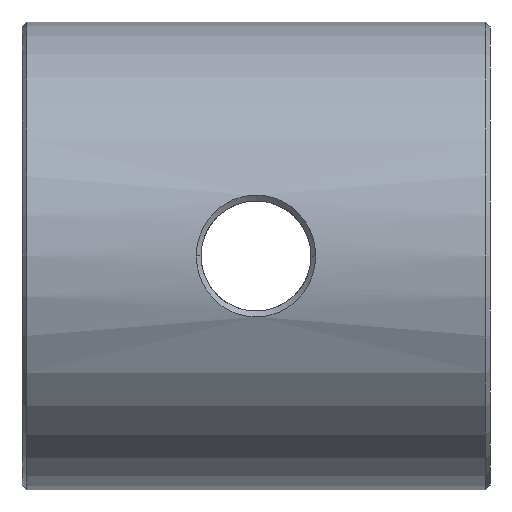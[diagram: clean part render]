
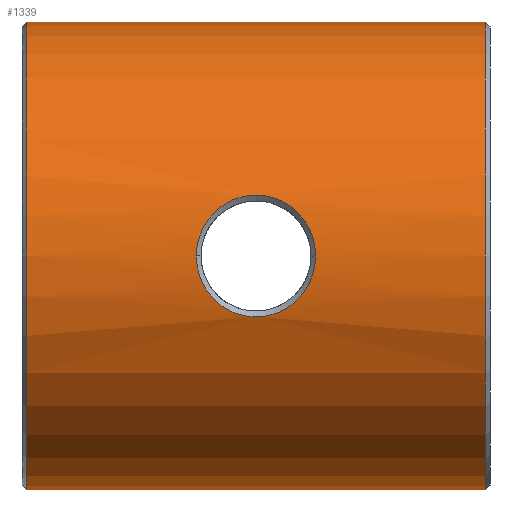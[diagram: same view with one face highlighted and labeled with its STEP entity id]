
A CAD part, left-side view. The second image highlights one B-rep face of the part: STEP entity #1339.
In plain terms, the highlighted cylindrical face has radius 12.687 mm (diameter 25.375 mm), a partial arc.
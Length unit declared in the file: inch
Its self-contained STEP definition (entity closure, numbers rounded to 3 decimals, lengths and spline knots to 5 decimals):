
#83 = CARTESIAN_POINT ( 'NONE',  ( -0.34278, -0.06564, 0.12441 ) ) ;
#85 = CARTESIAN_POINT ( 'NONE',  ( -0.34028, -0.15534, -0.11906 ) ) ;
#86 = CARTESIAN_POINT ( 'NONE',  ( -0.34051, -0.15529, 0.13342 ) ) ;
#87 = CARTESIAN_POINT ( 'NONE',  ( -0.34024, -0.15125, 0.13447 ) ) ;
#88 = CARTESIAN_POINT ( 'NONE',  ( -0.35659, 0.00514, -0.00924 ) ) ;
#89 = CARTESIAN_POINT ( 'NONE',  ( -0.35029, -0.02043, -0.07227 ) ) ;
#91 = CARTESIAN_POINT ( 'NONE',  ( -0.34372, -0.05834, 0.12045 ) ) ;
#93 = CARTESIAN_POINT ( 'NONE',  ( -0.33934, -0.11402, -0.12239 ) ) ;
#94 = CARTESIAN_POINT ( 'NONE',  ( -0.35029, -0.22425, -0.0723 ) ) ;
#95 = CARTESIAN_POINT ( 'NONE',  ( -0.33934, -0.13079, 0.13782 ) ) ;
#96 = CARTESIAN_POINT ( 'NONE',  ( -0.35552, 0.00103, 0.04142 ) ) ;
#99 = CARTESIAN_POINT ( 'NONE',  ( -0.34371, -0.1864, -0.10505 ) ) ;
#104 = CARTESIAN_POINT ( 'NONE',  ( -0.35552, -0.24573, -0.02591 ) ) ;
#105 = CARTESIAN_POINT ( 'NONE',  ( -0.34579, -0.04457, 0.11113 ) ) ;
#107 = CARTESIAN_POINT ( 'NONE',  ( -0.3436, -0.05778, -0.10566 ) ) ;
#108 = CARTESIAN_POINT ( 'NONE',  ( -0.35248, -0.01129, -0.05827 ) ) ;
#110 = CARTESIAN_POINT ( 'NONE',  ( -0.35247, -0.01127, 0.07372 ) ) ;
#113 = CARTESIAN_POINT ( 'NONE',  ( -0.35636, 0.00432, 0.02479 ) ) ;
#114 = CARTESIAN_POINT ( 'NONE',  ( -0.34154, -0.1674, 0.12939 ) ) ;
#117 = CARTESIAN_POINT ( 'NONE',  ( -0.34277, -0.17909, -0.10901 ) ) ;
#118 = CARTESIAN_POINT ( 'NONE',  ( -0.35572, 0.00186, -0.02594 ) ) ;
#120 = CARTESIAN_POINT ( 'NONE',  ( -0.35247, -0.23342, -0.05825 ) ) ;
#122 = CARTESIAN_POINT ( 'NONE',  ( -0.3469, -0.20654, -0.09038 ) ) ;
#130 = CARTESIAN_POINT ( 'NONE',  ( -0.34579, -0.04397, -0.0963 ) ) ;
#132 = CARTESIAN_POINT ( 'NONE',  ( -0.35658, 0.00514, 0.01637 ) ) ;
#135 = CARTESIAN_POINT ( 'NONE',  ( -0.34024, -0.09356, -0.11904 ) ) ;
#138 = CARTESIAN_POINT ( 'NONE',  ( -0.34116, -0.16334, 0.13089 ) ) ;
#143 = CARTESIAN_POINT ( 'NONE',  ( -0.3469, -0.03817, 0.10579 ) ) ;
#144 = CARTESIAN_POINT ( 'NONE',  ( -0.33935, -0.10578, 0.13781 ) ) ;
#150 = CARTESIAN_POINT ( 'NONE',  ( -0.33957, -0.10578, -0.12155 ) ) ;
#151 = CARTESIAN_POINT ( 'NONE',  ( -0.35489, -0.24324, -0.03416 ) ) ;
#152 = CARTESIAN_POINT ( 'NONE',  ( -0.34051, -0.08952, -0.11799 ) ) ;
#153 = CARTESIAN_POINT ( 'NONE',  ( -0.33957, -0.13903, 0.13699 ) ) ;
#156 = CARTESIAN_POINT ( 'NONE',  ( -0.34116, -0.08147, -0.11547 ) ) ;
#166 = CARTESIAN_POINT ( 'NONE',  ( -0.35029, -0.02043, 0.08772 ) ) ;
#169 = DIRECTION ( 'NONE',  ( 0., -1., 0. ) ) ;
#171 = CARTESIAN_POINT ( 'NONE',  ( -0.34578, -0.20015, -0.09572 ) ) ;
#172 = CARTESIAN_POINT ( 'NONE',  ( -0.33935, -0.13902, -0.12239 ) ) ;
#173 = CARTESIAN_POINT ( 'NONE',  ( -0.34028, -0.08944, 0.13448 ) ) ;
#174 = CARTESIAN_POINT ( 'NONE',  ( -0.35659, 0.00514, 0.00783 ) ) ;
#175 = CARTESIAN_POINT ( 'NONE',  ( -0.3436, -0.18699, 0.12107 ) ) ;
#176 = CARTESIAN_POINT ( 'NONE',  ( 0.14291, 0.37764, -0.49178 ) ) ;
#179 = CARTESIAN_POINT ( 'NONE',  ( -0.35489, -0.00146, 0.04966 ) ) ;
#181 = CARTESIAN_POINT ( 'NONE',  ( -0.35659, 0.00514, 0.00783 ) ) ;
#182 = CARTESIAN_POINT ( 'NONE',  ( -0.34154, -0.07742, -0.11398 ) ) ;
#190 = ORIENTED_EDGE ( 'NONE', *, *, #1971, .T. ) ;
#192 = ORIENTED_EDGE ( 'NONE', *, *, #1958, .F. ) ;
#201 = ORIENTED_EDGE ( 'NONE', *, *, #1967, .T. ) ;
#248 = ORIENTED_EDGE ( 'NONE', *, *, #1960, .T. ) ;
#275 = ORIENTED_EDGE ( 'NONE', *, *, #1957, .T. ) ;
#327 = ORIENTED_EDGE ( 'NONE', *, *, #1956, .T. ) ;
#384 = CARTESIAN_POINT ( 'NONE',  ( 0.14291, -0.61236, -0.49178 ) ) ;
#397 = CARTESIAN_POINT ( 'NONE',  ( -0.35659, -0.24986, 0.00772 ) ) ;
#429 = CARTESIAN_POINT ( 'NONE',  ( 0.14291, -0.61236, 0.50722 ) ) ;
#434 = CARTESIAN_POINT ( 'NONE',  ( 0.14291, 0.36764, 0.50722 ) ) ;
#440 = CARTESIAN_POINT ( 'NONE',  ( 0.14291, 0.36764, -0.49178 ) ) ;
#445 = CARTESIAN_POINT ( 'NONE',  ( -0.35659, 0.00514, 0.00783 ) ) ;
#540 = CARTESIAN_POINT ( 'NONE',  ( -0.35659, -0.24986, 0.00772 ) ) ;
#544 = CARTESIAN_POINT ( 'NONE',  ( -0.35637, -0.24902, -0.00927 ) ) ;
#546 = CARTESIAN_POINT ( 'NONE',  ( -0.35659, -0.24985, -0.00083 ) ) ;
#548 = DIRECTION ( 'NONE',  ( 0., 0., 1. ) ) ;
#549 = DIRECTION ( 'NONE',  ( 0., 1., 0. ) ) ;
#550 = CARTESIAN_POINT ( 'NONE',  ( 0.14291, -0.61236, 0.00772 ) ) ;
#551 = DIRECTION ( 'NONE',  ( 0., 0., 1. ) ) ;
#553 = DIRECTION ( 'NONE',  ( 0., -1., 0. ) ) ;
#554 = CARTESIAN_POINT ( 'NONE',  ( 0.14291, 0.36764, 0.00772 ) ) ;
#555 = DIRECTION ( 'NONE',  ( 0., -1., 0. ) ) ;
#561 = CARTESIAN_POINT ( 'NONE',  ( 0.14291, 0.37764, 0.50722 ) ) ;
#815 = DIRECTION ( 'NONE',  ( 0., 0., -1. ) ) ;
#844 = B_SPLINE_CURVE_WITH_KNOTS ( 'NONE', 3,
 ( #540, #546, #544, #104, #151, #120, #94, #122, #171, #99, #117, #85, #172, #93, #150, #135, #152, #156, #182, #107, #130, #89, #108, #118, #88, #181 ),
 .UNSPECIFIED., .F., .F.,
 ( 4, 2, 2, 2, 2, 2, 2, 2, 2, 2, 2, 2, 4 ),
 ( 0., 0.03125, 0.0625, 0.125, 0.15625, 0.1875, 0.25, 0.28125, 0.29688, 0.3125, 0.375, 0.4375, 0.5 ),
 .UNSPECIFIED. ) ;
#893 = AXIS2_PLACEMENT_3D ( 'NONE', #554, #553, #551 ) ;
#894 = AXIS2_PLACEMENT_3D ( 'NONE', #550, #549, #548 ) ;
#920 = CARTESIAN_POINT ( 'NONE',  ( -0.34918, -0.21845, 0.09364 ) ) ;
#924 = CARTESIAN_POINT ( 'NONE',  ( -0.35328, -0.23674, 0.06563 ) ) ;
#943 = CARTESIAN_POINT ( 'NONE',  ( -0.35234, -0.23284, 0.0731 ) ) ;
#947 = CARTESIAN_POINT ( 'NONE',  ( -0.35028, -0.22369, 0.08713 ) ) ;
#949 = CARTESIAN_POINT ( 'NONE',  ( -0.35571, -0.24659, 0.04143 ) ) ;
#955 = CARTESIAN_POINT ( 'NONE',  ( -0.3458, -0.20079, 0.11169 ) ) ;
#967 = CARTESIAN_POINT ( 'NONE',  ( -0.35659, -0.24986, 0.00772 ) ) ;
#970 = CARTESIAN_POINT ( 'NONE',  ( -0.35659, -0.24987, 0.02479 ) ) ;
#1010 = LINE ( 'NONE', #176, #1091 ) ;
#1042 = CIRCLE ( 'NONE', #893, 0.4995 ) ;
#1053 = CIRCLE ( 'NONE', #894, 0.4995 ) ;
#1061 = VECTOR ( 'NONE', #555, 39.37008 ) ;
#1067 = LINE ( 'NONE', #561, #1061 ) ;
#1091 = VECTOR ( 'NONE', #169, 39.37008 ) ;
#1339 = ADVANCED_FACE ( 'NONE', ( #1392, #1391 ), #1367, .T. ) ;
#1367 = CYLINDRICAL_SURFACE ( 'NONE', #1558, 0.4995 ) ;
#1391 = FACE_BOUND ( 'NONE', #2257, .T. ) ;
#1392 = FACE_OUTER_BOUND ( 'NONE', #2234, .T. ) ;
#1558 = AXIS2_PLACEMENT_3D ( 'NONE', #1668, #1798, #815 ) ;
#1668 = CARTESIAN_POINT ( 'NONE',  ( 0.14291, 0.37764, 0.00772 ) ) ;
#1798 = DIRECTION ( 'NONE',  ( 0., -1., 0. ) ) ;
#1956 = EDGE_CURVE ( 'NONE', #2221, #2227, #1042, .T. ) ;
#1957 = EDGE_CURVE ( 'NONE', #2190, #2216, #1053, .T. ) ;
#1958 = EDGE_CURVE ( 'NONE', #2221, #2216, #1067, .T. ) ;
#1960 = EDGE_CURVE ( 'NONE', #2172, #2232, #844, .T. ) ;
#1967 = EDGE_CURVE ( 'NONE', #2227, #2190, #1010, .T. ) ;
#1971 = EDGE_CURVE ( 'NONE', #2232, #2172, #2047, .T. ) ;
#2047 = B_SPLINE_CURVE_WITH_KNOTS ( 'NONE', 3,
 ( #174, #132, #113, #96, #179, #110, #166, #143, #105, #91, #83, #173, #144, #95, #153, #87, #86, #138, #114, #175, #955, #920, #947, #943, #924, #949, #970, #967 ),
 .UNSPECIFIED., .F., .F.,
 ( 4, 2, 2, 2, 2, 2, 2, 2, 2, 2, 2, 2, 2, 4 ),
 ( 0.5, 0.53125, 0.5625, 0.625, 0.65625, 0.6875, 0.75, 0.78125, 0.79688, 0.8125, 0.875, 0.90625, 0.9375, 1. ),
 .UNSPECIFIED. ) ;
#2172 = VERTEX_POINT ( 'NONE', #397 ) ;
#2190 = VERTEX_POINT ( 'NONE', #384 ) ;
#2216 = VERTEX_POINT ( 'NONE', #429 ) ;
#2221 = VERTEX_POINT ( 'NONE', #434 ) ;
#2227 = VERTEX_POINT ( 'NONE', #440 ) ;
#2232 = VERTEX_POINT ( 'NONE', #445 ) ;
#2234 = EDGE_LOOP ( 'NONE', ( #192, #327, #201, #275 ) ) ;
#2257 = EDGE_LOOP ( 'NONE', ( #248, #190 ) ) ;
